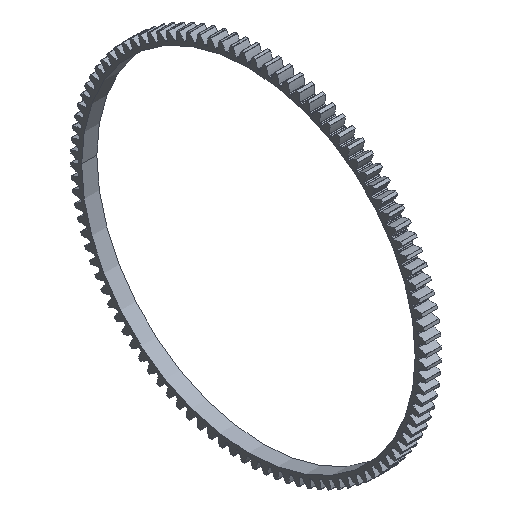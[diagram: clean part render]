
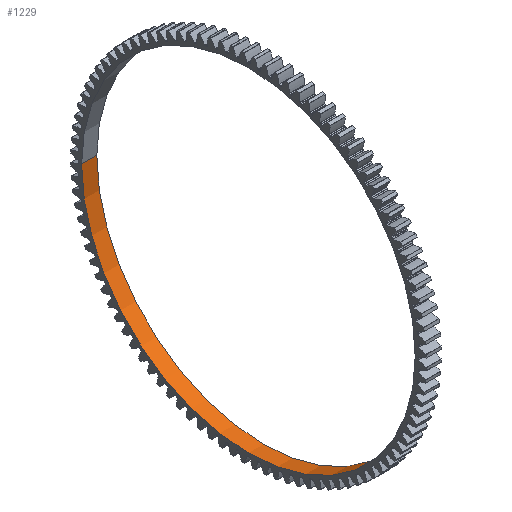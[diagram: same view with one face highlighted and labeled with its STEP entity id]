
A CAD part, isometric view. The second image highlights one B-rep face of the part: STEP entity #1229.
In plain terms, the highlighted cylindrical face has radius 110 mm (diameter 220 mm), a partial arc.
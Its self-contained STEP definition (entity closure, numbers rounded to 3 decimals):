
#1229=ADVANCED_FACE('',(#3655),#3656,.F.);
#3655=FACE_OUTER_BOUND('',#7277,.T.);
#3656=CYLINDRICAL_SURFACE('',#7278,110.0);
#7277=EDGE_LOOP('',(#10893,#10894,#10895,#10896));
#7278=AXIS2_PLACEMENT_3D('',#10897,#10898,#10899);
#10893=ORIENTED_EDGE('',*,*,#22922,.F.);
#10894=ORIENTED_EDGE('',*,*,#22923,.F.);
#10895=ORIENTED_EDGE('',*,*,#22924,.F.);
#10896=ORIENTED_EDGE('',*,*,#22925,.F.);
#10897=CARTESIAN_POINT('',(5.0,0.0,0.0));
#10898=DIRECTION('',(1.0,0.0,0.0));
#10899=DIRECTION('',(0.0,-1.0,0.0));
#22922=EDGE_CURVE('',#27733,#27734,#27735,.T.);
#22923=EDGE_CURVE('',#27736,#27733,#27737,.T.);
#22924=EDGE_CURVE('',#27738,#27736,#27739,.T.);
#22925=EDGE_CURVE('',#27734,#27738,#27740,.T.);
#27733=VERTEX_POINT('',#34948);
#27734=VERTEX_POINT('',#34949);
#27735=LINE('',#34950,#34951);
#27736=VERTEX_POINT('',#34952);
#27737=CIRCLE('',#34953,110.0);
#27738=VERTEX_POINT('',#34954);
#27739=LINE('',#34955,#34956);
#27740=CIRCLE('',#34957,110.0);
#34948=CARTESIAN_POINT('',(10.0,-110.0,0.0));
#34949=CARTESIAN_POINT('',(0.0,-110.0,0.0));
#34950=CARTESIAN_POINT('',(5.0,-110.0,0.));
#34951=VECTOR('',#43364,1.0);
#34952=CARTESIAN_POINT('',(10.0,110.0,0.));
#34953=AXIS2_PLACEMENT_3D('',#43365,#43366,#43367);
#34954=CARTESIAN_POINT('',(0.0,110.0,0.));
#34955=CARTESIAN_POINT('',(5.0,110.0,0.));
#34956=VECTOR('',#43368,1.0);
#34957=AXIS2_PLACEMENT_3D('',#43369,#43370,#43371);
#43364=DIRECTION('',(-1.0,0.0,-0.0));
#43365=CARTESIAN_POINT('',(10.0,0.0,0.0));
#43366=DIRECTION('',(-1.0,-0.0,0.0));
#43367=DIRECTION('',(0.0,-1.0,0.0));
#43368=DIRECTION('',(1.0,0.0,-0.0));
#43369=CARTESIAN_POINT('',(0.0,0.0,0.0));
#43370=DIRECTION('',(1.0,0.0,-0.0));
#43371=DIRECTION('',(0.0,-1.0,0.0));
